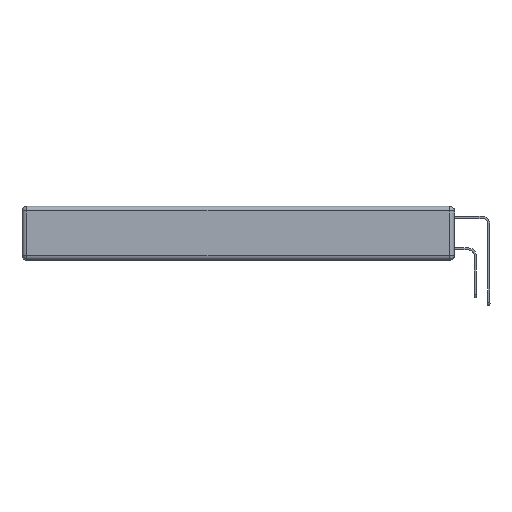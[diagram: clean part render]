
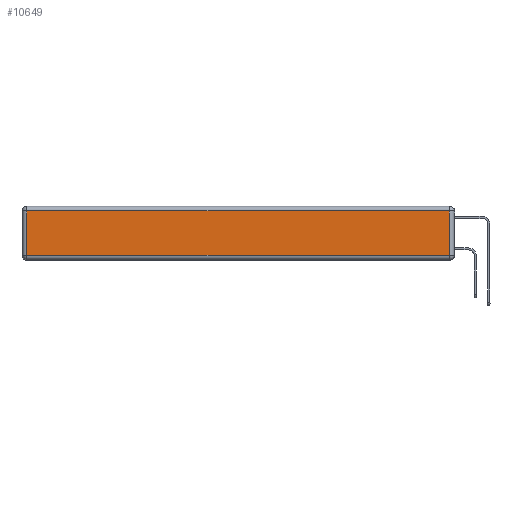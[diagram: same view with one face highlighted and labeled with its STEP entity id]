
A CAD part, left-side view. The second image highlights one B-rep face of the part: STEP entity #10649.
In plain terms, the highlighted planar face has unit normal (-1, 0, 0).
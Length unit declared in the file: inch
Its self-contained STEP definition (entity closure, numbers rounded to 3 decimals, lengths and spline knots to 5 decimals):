
#386 = DIRECTION ( 'NONE',  ( -1., 0., 0. ) ) ;
#1161 = CARTESIAN_POINT ( 'NONE',  ( 0., 2.72, -0.343 ) ) ;
#1317 = CARTESIAN_POINT ( 'NONE',  ( 0., 2.75, -0.03 ) ) ;
#1407 = VECTOR ( 'NONE', #2727, 39.37008 ) ;
#2045 = ORIENTED_EDGE ( 'NONE', *, *, #8830, .T. ) ;
#2455 = AXIS2_PLACEMENT_3D ( 'NONE', #12925, #386, #9689 ) ;
#2505 = DIRECTION ( 'NONE',  ( 0., 1., 0. ) ) ;
#2701 = PLANE ( 'NONE',  #2455 ) ;
#2727 = DIRECTION ( 'NONE',  ( 0., 0., 1. ) ) ;
#2819 = DIRECTION ( 'NONE',  ( 0., -1., 0. ) ) ;
#3297 = ORIENTED_EDGE ( 'NONE', *, *, #9899, .T. ) ;
#3955 = LINE ( 'NONE', #14109, #10959 ) ;
#4151 = CARTESIAN_POINT ( 'NONE',  ( 0., 0.03, -0.313 ) ) ;
#4803 = VERTEX_POINT ( 'NONE', #10662 ) ;
#5288 = ORIENTED_EDGE ( 'NONE', *, *, #7049, .T. ) ;
#5289 = VECTOR ( 'NONE', #12420, 39.37008 ) ;
#5649 = VERTEX_POINT ( 'NONE', #7118 ) ;
#7049 = EDGE_CURVE ( 'NONE', #14743, #5649, #9493, .T. ) ;
#7118 = CARTESIAN_POINT ( 'NONE',  ( 0., 0.03, -0.03 ) ) ;
#7844 = LINE ( 'NONE', #1161, #5289 ) ;
#8830 = EDGE_CURVE ( 'NONE', #5649, #4803, #12730, .T. ) ;
#9447 = VERTEX_POINT ( 'NONE', #11927 ) ;
#9493 = LINE ( 'NONE', #14068, #1407 ) ;
#9689 = DIRECTION ( 'NONE',  ( 0., 0., 1. ) ) ;
#9899 = EDGE_CURVE ( 'NONE', #4803, #9447, #7844, .T. ) ;
#10061 = EDGE_LOOP ( 'NONE', ( #14246, #5288, #2045, #3297 ) ) ;
#10505 = VECTOR ( 'NONE', #2505, 39.37008 ) ;
#10649 = ADVANCED_FACE ( 'NONE', ( #10749 ), #2701, .T. ) ;
#10662 = CARTESIAN_POINT ( 'NONE',  ( 0., 2.72, -0.03 ) ) ;
#10749 = FACE_OUTER_BOUND ( 'NONE', #10061, .T. ) ;
#10959 = VECTOR ( 'NONE', #2819, 39.37008 ) ;
#11927 = CARTESIAN_POINT ( 'NONE',  ( 0., 2.72, -0.313 ) ) ;
#12347 = EDGE_CURVE ( 'NONE', #9447, #14743, #3955, .T. ) ;
#12420 = DIRECTION ( 'NONE',  ( 0., 0., -1. ) ) ;
#12730 = LINE ( 'NONE', #1317, #10505 ) ;
#12925 = CARTESIAN_POINT ( 'NONE',  ( 0., 0., -0.343 ) ) ;
#14068 = CARTESIAN_POINT ( 'NONE',  ( 0., 0.03, -0.343 ) ) ;
#14109 = CARTESIAN_POINT ( 'NONE',  ( 0., 0., -0.313 ) ) ;
#14246 = ORIENTED_EDGE ( 'NONE', *, *, #12347, .T. ) ;
#14743 = VERTEX_POINT ( 'NONE', #4151 ) ;
